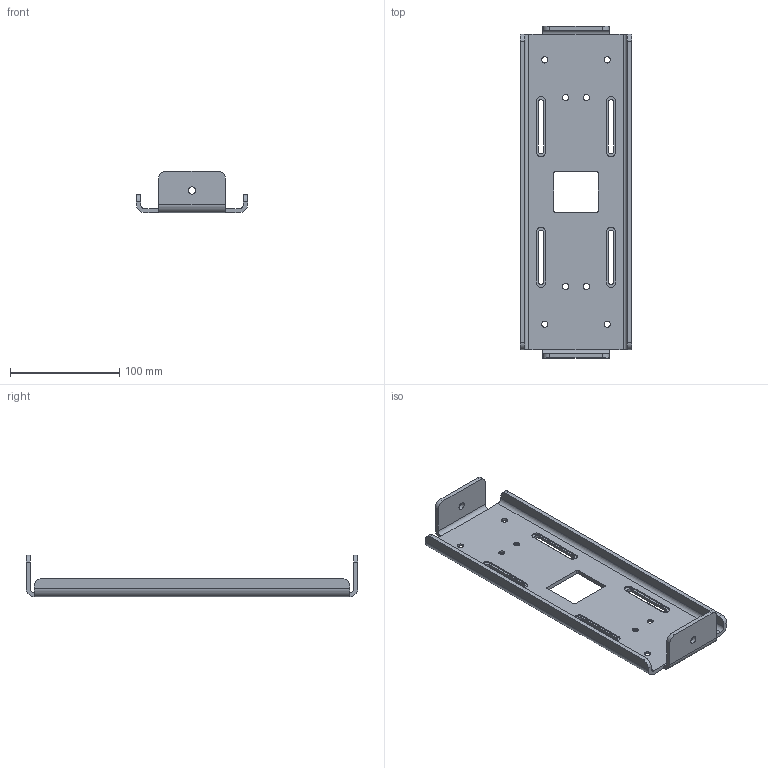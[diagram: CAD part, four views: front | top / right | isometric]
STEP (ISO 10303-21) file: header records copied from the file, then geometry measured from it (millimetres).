
FILE_DESCRIPTION(('', 'CAx-IF Rec.Pracs.---Representation and Presentation of Product Manufacturing Information (PMI)---4.0---2014-10-13'),'2;1');
FILE_NAME('600W000240-005.STP', '2024-01-22T18:32:28',(''), (''), 'Kubotek Kosmos Version 5.0.12905.12905', 'KeyCreator Prime', '');
FILE_SCHEMA(('AP242_MANAGED_MODEL_BASED_3D_ENGINEERING_MIM_LF { 1 0 10303 442 4 1 4 }'));
Length unit declared in the file: inch
Bounding box: 101.6 x 303.53 x 38.1 mm (x, y, z)
Volume: 139982.7 mm3; surface area: 81045.1 mm2
Topology: 1 solids, 1 shells, 116 faces, 310 edges, 204 vertices
Faces by surface type: plane 58, cylinder 54, cone 4
Full cylindrical faces by diameter (mm): 5.613 x4, 5.715 x4, 6.731 x2
Entity records: 4151 total; most frequent: DIRECTION 652, CARTESIAN_POINT 630, ORIENTED_EDGE 620, GENERAL_PROPERTY 409, EDGE_CURVE 310, AXIS2_PLACEMENT_3D 229, VERTEX_POINT 204, VECTOR 194
